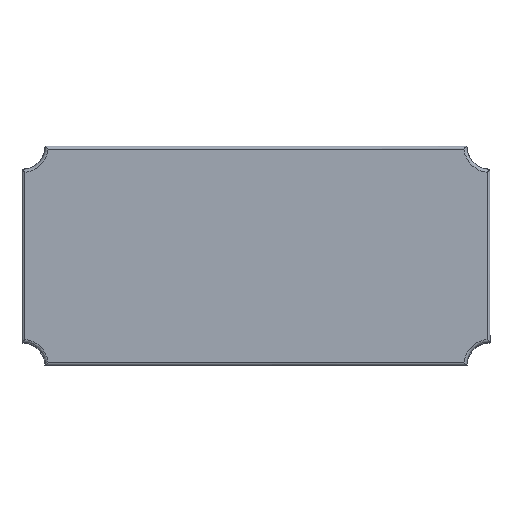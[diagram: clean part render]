
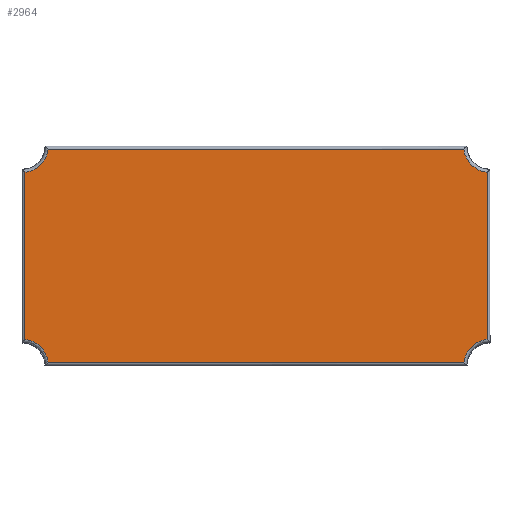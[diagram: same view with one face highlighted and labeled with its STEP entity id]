
A CAD part, top view. The second image highlights one B-rep face of the part: STEP entity #2964.
In plain terms, the highlighted planar face has unit normal (0, 0, 1).
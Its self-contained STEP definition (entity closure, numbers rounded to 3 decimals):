
#95 = CARTESIAN_POINT ( 'NONE',  ( 1.426, -0.688, 1. ) ) ;
#127 = CARTESIAN_POINT ( 'NONE',  ( -1.502, 0.593, 1. ) ) ;
#132 = VERTEX_POINT ( 'NONE', #2755 ) ;
#144 = CARTESIAN_POINT ( 'NONE',  ( 1.6, -0.75, 1. ) ) ;
#146 = EDGE_LOOP ( 'NONE', ( #1360, #3390, #735, #2874, #4924, #3886, #3550, #4577 ) ) ;
#197 = CARTESIAN_POINT ( 'NONE',  ( -1.58, 0.571, 1. ) ) ;
#240 = CARTESIAN_POINT ( 'NONE',  ( -1.538, -0.576, 1. ) ) ;
#395 = EDGE_CURVE ( 'NONE', #1654, #3929, #511, .T. ) ;
#418 = CARTESIAN_POINT ( 'NONE',  ( 1.421, -0.73, 1. ) ) ;
#471 = CARTESIAN_POINT ( 'NONE',  ( 1.421, -0.73, 1. ) ) ;
#511 = LINE ( 'NONE', #3345, #1744 ) ;
#519 = PLANE ( 'NONE',  #723 ) ;
#597 = DIRECTION ( 'NONE',  ( 0., 0., 1. ) ) ;
#697 = B_SPLINE_CURVE_WITH_KNOTS ( 'NONE', 3,
 ( #1845, #240, #2644, #1446, #1035, #4265 ),
 .UNSPECIFIED., .F., .F.,
 ( 4, 2, 4 ),
 ( 0., 0.5, 1. ),
 .UNSPECIFIED. ) ;
#723 = AXIS2_PLACEMENT_3D ( 'NONE', #144, #597, #4594 ) ;
#735 = ORIENTED_EDGE ( 'NONE', *, *, #2694, .T. ) ;
#811 = VERTEX_POINT ( 'NONE', #4749 ) ;
#973 = CARTESIAN_POINT ( 'NONE',  ( -1.538, 0.576, 1. ) ) ;
#1024 = CARTESIAN_POINT ( 'NONE',  ( 1.58, 0.571, 1. ) ) ;
#1035 = CARTESIAN_POINT ( 'NONE',  ( -1.426, -0.688, 1. ) ) ;
#1062 = CARTESIAN_POINT ( 'NONE',  ( 1.538, 0.576, 1. ) ) ;
#1213 = CARTESIAN_POINT ( 'NONE',  ( 1.443, -0.652, 1. ) ) ;
#1261 = EDGE_CURVE ( 'NONE', #3929, #4166, #1353, .T. ) ;
#1292 = CARTESIAN_POINT ( 'NONE',  ( -1.58, -0.75, 1. ) ) ;
#1353 = B_SPLINE_CURVE_WITH_KNOTS ( 'NONE', 3,
 ( #1407, #1062, #3394, #3444, #1847, #1477 ),
 .UNSPECIFIED., .F., .F.,
 ( 4, 2, 4 ),
 ( 0., 0.5, 1. ),
 .UNSPECIFIED. ) ;
#1360 = ORIENTED_EDGE ( 'NONE', *, *, #3488, .T. ) ;
#1407 = CARTESIAN_POINT ( 'NONE',  ( 1.58, 0.571, 1. ) ) ;
#1431 = LINE ( 'NONE', #4619, #1921 ) ;
#1446 = CARTESIAN_POINT ( 'NONE',  ( -1.443, -0.652, 1. ) ) ;
#1477 = CARTESIAN_POINT ( 'NONE',  ( 1.421, 0.73, 1. ) ) ;
#1572 = CARTESIAN_POINT ( 'NONE',  ( 1.421, 0.73, 1. ) ) ;
#1654 = VERTEX_POINT ( 'NONE', #1738 ) ;
#1682 = VERTEX_POINT ( 'NONE', #2461 ) ;
#1698 = CARTESIAN_POINT ( 'NONE',  ( 1.502, -0.593, 1. ) ) ;
#1738 = CARTESIAN_POINT ( 'NONE',  ( 1.58, -0.571, 1. ) ) ;
#1744 = VECTOR ( 'NONE', #3271, 1000. ) ;
#1806 = CARTESIAN_POINT ( 'NONE',  ( -1.426, 0.688, 1. ) ) ;
#1845 = CARTESIAN_POINT ( 'NONE',  ( -1.58, -0.571, 1. ) ) ;
#1847 = CARTESIAN_POINT ( 'NONE',  ( 1.426, 0.688, 1. ) ) ;
#1921 = VECTOR ( 'NONE', #3051, 1000. ) ;
#1943 = CARTESIAN_POINT ( 'NONE',  ( 1.6, 0.73, 1. ) ) ;
#1955 = EDGE_CURVE ( 'NONE', #3197, #4284, #1431, .T. ) ;
#2023 = CARTESIAN_POINT ( 'NONE',  ( 1.58, -0.571, 1. ) ) ;
#2074 = CARTESIAN_POINT ( 'NONE',  ( -1.421, -0.73, 1. ) ) ;
#2230 = VECTOR ( 'NONE', #2803, 1000. ) ;
#2405 = B_SPLINE_CURVE_WITH_KNOTS ( 'NONE', 3,
 ( #418, #95, #1213, #1698, #3645, #2023 ),
 .UNSPECIFIED., .F., .F.,
 ( 4, 2, 4 ),
 ( 0., 0.5, 1. ),
 .UNSPECIFIED. ) ;
#2461 = CARTESIAN_POINT ( 'NONE',  ( -1.58, -0.571, 1. ) ) ;
#2470 = B_SPLINE_CURVE_WITH_KNOTS ( 'NONE', 3,
 ( #4651, #1806, #3402, #127, #973, #197 ),
 .UNSPECIFIED., .F., .F.,
 ( 4, 2, 4 ),
 ( 0., 0.5, 1. ),
 .UNSPECIFIED. ) ;
#2499 = DIRECTION ( 'NONE',  ( 0., -1., 0. ) ) ;
#2644 = CARTESIAN_POINT ( 'NONE',  ( -1.502, -0.593, 1. ) ) ;
#2694 = EDGE_CURVE ( 'NONE', #1682, #3197, #697, .T. ) ;
#2755 = CARTESIAN_POINT ( 'NONE',  ( -1.421, 0.73, 1. ) ) ;
#2803 = DIRECTION ( 'NONE',  ( -1., 0., 0. ) ) ;
#2874 = ORIENTED_EDGE ( 'NONE', *, *, #1955, .T. ) ;
#2964 = ADVANCED_FACE ( 'NONE', ( #4143 ), #519, .T. ) ;
#3051 = DIRECTION ( 'NONE',  ( 1., 0., 0. ) ) ;
#3197 = VERTEX_POINT ( 'NONE', #2074 ) ;
#3271 = DIRECTION ( 'NONE',  ( 0., 1., 0. ) ) ;
#3345 = CARTESIAN_POINT ( 'NONE',  ( 1.58, -0.75, 1. ) ) ;
#3390 = ORIENTED_EDGE ( 'NONE', *, *, #4281, .T. ) ;
#3394 = CARTESIAN_POINT ( 'NONE',  ( 1.502, 0.593, 1. ) ) ;
#3402 = CARTESIAN_POINT ( 'NONE',  ( -1.443, 0.652, 1. ) ) ;
#3444 = CARTESIAN_POINT ( 'NONE',  ( 1.443, 0.652, 1. ) ) ;
#3488 = EDGE_CURVE ( 'NONE', #132, #811, #2470, .T. ) ;
#3542 = LINE ( 'NONE', #1943, #2230 ) ;
#3550 = ORIENTED_EDGE ( 'NONE', *, *, #1261, .T. ) ;
#3645 = CARTESIAN_POINT ( 'NONE',  ( 1.538, -0.576, 1. ) ) ;
#3786 = EDGE_CURVE ( 'NONE', #4284, #1654, #2405, .T. ) ;
#3886 = ORIENTED_EDGE ( 'NONE', *, *, #395, .T. ) ;
#3929 = VERTEX_POINT ( 'NONE', #1024 ) ;
#4124 = LINE ( 'NONE', #1292, #4865 ) ;
#4143 = FACE_OUTER_BOUND ( 'NONE', #146, .T. ) ;
#4166 = VERTEX_POINT ( 'NONE', #1572 ) ;
#4265 = CARTESIAN_POINT ( 'NONE',  ( -1.421, -0.73, 1. ) ) ;
#4281 = EDGE_CURVE ( 'NONE', #811, #1682, #4124, .T. ) ;
#4284 = VERTEX_POINT ( 'NONE', #471 ) ;
#4577 = ORIENTED_EDGE ( 'NONE', *, *, #4582, .T. ) ;
#4582 = EDGE_CURVE ( 'NONE', #4166, #132, #3542, .T. ) ;
#4594 = DIRECTION ( 'NONE',  ( 1., 0., 0. ) ) ;
#4619 = CARTESIAN_POINT ( 'NONE',  ( 1.6, -0.73, 1. ) ) ;
#4651 = CARTESIAN_POINT ( 'NONE',  ( -1.421, 0.73, 1. ) ) ;
#4749 = CARTESIAN_POINT ( 'NONE',  ( -1.58, 0.571, 1. ) ) ;
#4865 = VECTOR ( 'NONE', #2499, 1000. ) ;
#4924 = ORIENTED_EDGE ( 'NONE', *, *, #3786, .T. ) ;
